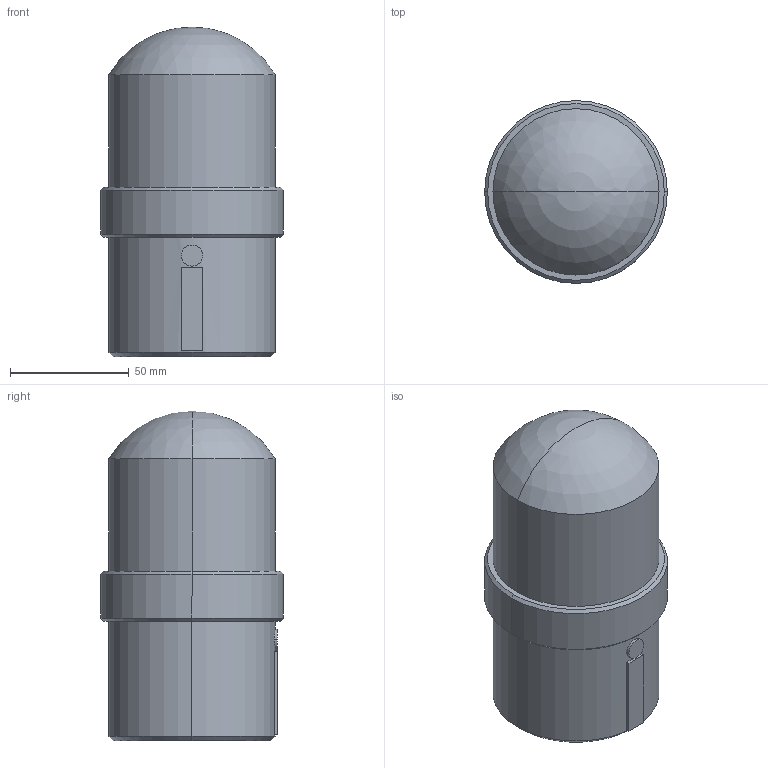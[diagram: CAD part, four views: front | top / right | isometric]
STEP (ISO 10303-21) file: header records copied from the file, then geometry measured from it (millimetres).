
FILE_DESCRIPTION(('starvars output'),'2;1');
FILE_NAME('cv20170509021524000101111.stp','02:15:24 2017/05/09',( 'Thomas Industrial Network Germany GmbH'),( 'Thomas Industrial Network Germany GmbH'),'unknown preprocess','ACIS' ,'unknown authorization');
FILE_SCHEMA(('AUTOMOTIVE_DESIGN_CC2 {UNKNOWN IMPLEMENTATION LEVEL}'));
Length unit declared in the file: millimetre
Products named in the file (2): PRODUCT_ID_1; PRODUCT_ID_2
Bounding box: 77 x 77 x 139 mm (x, y, z)
Volume: 504928.3 mm3; surface area: 54725.1 mm2
Topology: 2 solids, 2 shells, 38 faces, 76 edges, 47 vertices
Faces by surface type: cylinder 16, plane 14, cone 6, sphere 2
Entity records: 1368 total; most frequent: CARTESIAN_POINT 195, ORIENTED_EDGE 148, DIRECTION 128, EDGE_CURVE 74, AXIS2_PLACEMENT_3D 48, VERTEX_POINT 47, EDGE_LOOP 45, FACE_BOUND 45
